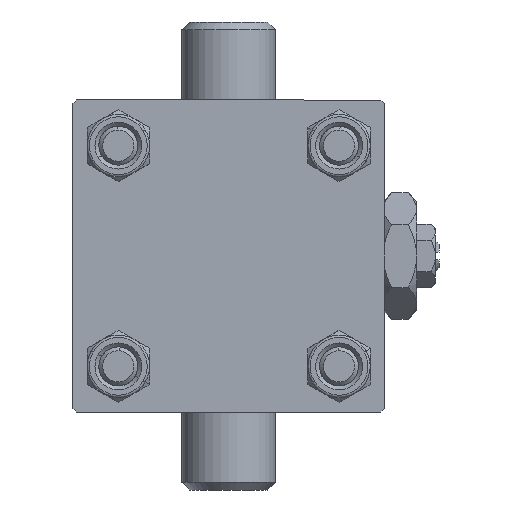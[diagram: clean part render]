
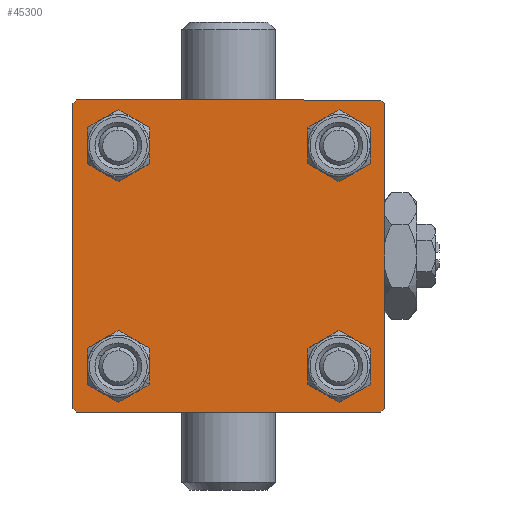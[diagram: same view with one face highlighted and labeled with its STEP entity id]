
A CAD part, left-side view. The second image highlights one B-rep face of the part: STEP entity #45300.
In plain terms, the highlighted planar face has unit normal (-1, 0, 0).
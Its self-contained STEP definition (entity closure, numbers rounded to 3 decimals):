
#936 = DIRECTION ( 'NONE',  ( 1., 0., 0. ) ) ;
#1320 = ORIENTED_EDGE ( 'NONE', *, *, #21791, .F. ) ;
#1724 = CARTESIAN_POINT ( 'NONE',  ( 0., -14.15, 17.15 ) ) ;
#1866 = DIRECTION ( 'NONE',  ( 0., 0., -1. ) ) ;
#2072 = ORIENTED_EDGE ( 'NONE', *, *, #40692, .T. ) ;
#2167 = DIRECTION ( 'NONE',  ( 1., 0., 0. ) ) ;
#2362 = EDGE_LOOP ( 'NONE', ( #41908, #10519, #38470, #2072, #7382, #3216, #1320, #8602 ) ) ;
#2676 = EDGE_CURVE ( 'NONE', #46276, #11090, #33413, .T. ) ;
#2682 = DIRECTION ( 'NONE',  ( 0., -0.707, 0.707 ) ) ;
#2687 = FACE_BOUND ( 'NONE', #30486, .T. ) ;
#3171 = CARTESIAN_POINT ( 'NONE',  ( 0., 14.15, -11.15 ) ) ;
#3216 = ORIENTED_EDGE ( 'NONE', *, *, #19408, .T. ) ;
#3996 = CARTESIAN_POINT ( 'NONE',  ( 0., -14.15, -17.15 ) ) ;
#4105 = VECTOR ( 'NONE', #17609, 1000. ) ;
#4277 = ORIENTED_EDGE ( 'NONE', *, *, #6459, .T. ) ;
#4593 = VECTOR ( 'NONE', #46662, 1000. ) ;
#5197 = VERTEX_POINT ( 'NONE', #40305 ) ;
#5211 = VERTEX_POINT ( 'NONE', #28517 ) ;
#5638 = EDGE_CURVE ( 'NONE', #25827, #17213, #8353, .T. ) ;
#5712 = VERTEX_POINT ( 'NONE', #34550 ) ;
#5862 = ORIENTED_EDGE ( 'NONE', *, *, #2676, .T. ) ;
#6389 = DIRECTION ( 'NONE',  ( 0., 0., 1. ) ) ;
#6459 = EDGE_CURVE ( 'NONE', #32836, #5712, #31937, .T. ) ;
#7048 = CARTESIAN_POINT ( 'NONE',  ( 0., -14.15, -11.15 ) ) ;
#7277 = VECTOR ( 'NONE', #46552, 1000. ) ;
#7382 = ORIENTED_EDGE ( 'NONE', *, *, #21534, .F. ) ;
#7495 = DIRECTION ( 'NONE',  ( 1., 0., 0. ) ) ;
#8353 = CIRCLE ( 'NONE', #33510, 3. ) ;
#8602 = ORIENTED_EDGE ( 'NONE', *, *, #33486, .T. ) ;
#8817 = CARTESIAN_POINT ( 'NONE',  ( 0., -14.15, -14.15 ) ) ;
#8888 = DIRECTION ( 'NONE',  ( 0., 0., 1. ) ) ;
#9253 = VERTEX_POINT ( 'NONE', #46956 ) ;
#9302 = EDGE_CURVE ( 'NONE', #5712, #32836, #10057, .T. ) ;
#9402 = EDGE_LOOP ( 'NONE', ( #24071, #13476 ) ) ;
#10057 = CIRCLE ( 'NONE', #28914, 3. ) ;
#10414 = CARTESIAN_POINT ( 'NONE',  ( 0., -14.15, 14.15 ) ) ;
#10519 = ORIENTED_EDGE ( 'NONE', *, *, #40254, .T. ) ;
#10803 = PLANE ( 'NONE',  #41170 ) ;
#10964 = DIRECTION ( 'NONE',  ( 0., 0., 1. ) ) ;
#11090 = VERTEX_POINT ( 'NONE', #22618 ) ;
#12436 = AXIS2_PLACEMENT_3D ( 'NONE', #25774, #48370, #27719 ) ;
#12439 = CARTESIAN_POINT ( 'NONE',  ( 0., 14.15, 17.15 ) ) ;
#12870 = CARTESIAN_POINT ( 'NONE',  ( 0., 20., 19.5 ) ) ;
#13476 = ORIENTED_EDGE ( 'NONE', *, *, #5638, .T. ) ;
#13510 = CARTESIAN_POINT ( 'NONE',  ( 0., -14.15, 14.15 ) ) ;
#13641 = EDGE_CURVE ( 'NONE', #11090, #46276, #47085, .T. ) ;
#13780 = DIRECTION ( 'NONE',  ( -1., 0., 0. ) ) ;
#13871 = DIRECTION ( 'NONE',  ( 0., 0., 1. ) ) ;
#13983 = ORIENTED_EDGE ( 'NONE', *, *, #17986, .T. ) ;
#14438 = CARTESIAN_POINT ( 'NONE',  ( 0., -20., -19.5 ) ) ;
#14793 = VECTOR ( 'NONE', #1866, 1000. ) ;
#14847 = DIRECTION ( 'NONE',  ( 0., -0.707, -0.707 ) ) ;
#16048 = CARTESIAN_POINT ( 'NONE',  ( 0., -19.5, 20. ) ) ;
#17197 = DIRECTION ( 'NONE',  ( 0., 0., 1. ) ) ;
#17213 = VERTEX_POINT ( 'NONE', #7048 ) ;
#17609 = DIRECTION ( 'NONE',  ( 0., 0., -1. ) ) ;
#17791 = AXIS2_PLACEMENT_3D ( 'NONE', #17991, #37405, #37167 ) ;
#17986 = EDGE_CURVE ( 'NONE', #20072, #24331, #34515, .T. ) ;
#17991 = CARTESIAN_POINT ( 'NONE',  ( 0., 14.15, 14.15 ) ) ;
#18775 = CARTESIAN_POINT ( 'NONE',  ( 0., 19.5, -20. ) ) ;
#19312 = ORIENTED_EDGE ( 'NONE', *, *, #13641, .T. ) ;
#19408 = EDGE_CURVE ( 'NONE', #31668, #35336, #34309, .T. ) ;
#20072 = VERTEX_POINT ( 'NONE', #33954 ) ;
#21534 = EDGE_CURVE ( 'NONE', #31668, #38855, #48064, .T. ) ;
#21791 = EDGE_CURVE ( 'NONE', #5211, #35336, #23937, .T. ) ;
#22618 = CARTESIAN_POINT ( 'NONE',  ( 0., 14.15, -17.15 ) ) ;
#23555 = CIRCLE ( 'NONE', #36158, 3. ) ;
#23715 = EDGE_CURVE ( 'NONE', #31171, #5197, #39064, .T. ) ;
#23937 = LINE ( 'NONE', #42867, #7277 ) ;
#24071 = ORIENTED_EDGE ( 'NONE', *, *, #42797, .T. ) ;
#24331 = VERTEX_POINT ( 'NONE', #1724 ) ;
#24510 = CARTESIAN_POINT ( 'NONE',  ( 0., 20., 20. ) ) ;
#24547 = CARTESIAN_POINT ( 'NONE',  ( 0., 20., -20. ) ) ;
#25084 = FACE_BOUND ( 'NONE', #46440, .T. ) ;
#25315 = LINE ( 'NONE', #44238, #41790 ) ;
#25774 = CARTESIAN_POINT ( 'NONE',  ( 0., 14.15, -14.15 ) ) ;
#25827 = VERTEX_POINT ( 'NONE', #3996 ) ;
#26057 = FACE_BOUND ( 'NONE', #48368, .T. ) ;
#26186 = EDGE_CURVE ( 'NONE', #44889, #9253, #28454, .T. ) ;
#26783 = VECTOR ( 'NONE', #30643, 1000. ) ;
#27596 = CARTESIAN_POINT ( 'NONE',  ( 0., 14.15, -14.15 ) ) ;
#27719 = DIRECTION ( 'NONE',  ( 0., 0., 1. ) ) ;
#28297 = DIRECTION ( 'NONE',  ( 0., 0., 1. ) ) ;
#28454 = LINE ( 'NONE', #24510, #14793 ) ;
#28517 = CARTESIAN_POINT ( 'NONE',  ( 0., 19.5, 20. ) ) ;
#28562 = CIRCLE ( 'NONE', #37945, 3. ) ;
#28914 = AXIS2_PLACEMENT_3D ( 'NONE', #39848, #44004, #28297 ) ;
#29486 = AXIS2_PLACEMENT_3D ( 'NONE', #27596, #42585, #8888 ) ;
#29503 = FACE_BOUND ( 'NONE', #9402, .T. ) ;
#30275 = EDGE_CURVE ( 'NONE', #24331, #20072, #23555, .T. ) ;
#30486 = EDGE_LOOP ( 'NONE', ( #4277, #46999 ) ) ;
#30643 = DIRECTION ( 'NONE',  ( 0., 0.707, -0.707 ) ) ;
#30646 = VECTOR ( 'NONE', #45345, 1000. ) ;
#31138 = LINE ( 'NONE', #34336, #26783 ) ;
#31171 = VERTEX_POINT ( 'NONE', #18775 ) ;
#31668 = VERTEX_POINT ( 'NONE', #44452 ) ;
#31937 = CIRCLE ( 'NONE', #17791, 3. ) ;
#32836 = VERTEX_POINT ( 'NONE', #12439 ) ;
#33413 = CIRCLE ( 'NONE', #29486, 3. ) ;
#33486 = EDGE_CURVE ( 'NONE', #5211, #44889, #31138, .T. ) ;
#33510 = AXIS2_PLACEMENT_3D ( 'NONE', #41202, #7495, #10964 ) ;
#33537 = LINE ( 'NONE', #40924, #46468 ) ;
#33954 = CARTESIAN_POINT ( 'NONE',  ( 0., -14.15, 11.15 ) ) ;
#34065 = CARTESIAN_POINT ( 'NONE',  ( 0., -19.75, 19.75 ) ) ;
#34160 = DIRECTION ( 'NONE',  ( 0., 0., 1. ) ) ;
#34309 = LINE ( 'NONE', #34065, #30646 ) ;
#34336 = CARTESIAN_POINT ( 'NONE',  ( 0., 19.75, 19.75 ) ) ;
#34515 = CIRCLE ( 'NONE', #45479, 3. ) ;
#34550 = CARTESIAN_POINT ( 'NONE',  ( 0., 14.15, 11.15 ) ) ;
#35336 = VERTEX_POINT ( 'NONE', #16048 ) ;
#36069 = CARTESIAN_POINT ( 'NONE',  ( 0., -20., 20. ) ) ;
#36158 = AXIS2_PLACEMENT_3D ( 'NONE', #10414, #43858, #13871 ) ;
#36260 = ORIENTED_EDGE ( 'NONE', *, *, #30275, .T. ) ;
#37167 = DIRECTION ( 'NONE',  ( 0., 0., 1. ) ) ;
#37361 = FACE_OUTER_BOUND ( 'NONE', #2362, .T. ) ;
#37405 = DIRECTION ( 'NONE',  ( 1., 0., 0. ) ) ;
#37945 = AXIS2_PLACEMENT_3D ( 'NONE', #8817, #936, #34160 ) ;
#38470 = ORIENTED_EDGE ( 'NONE', *, *, #23715, .T. ) ;
#38855 = VERTEX_POINT ( 'NONE', #14438 ) ;
#39064 = LINE ( 'NONE', #24547, #4593 ) ;
#39848 = CARTESIAN_POINT ( 'NONE',  ( 0., 14.15, 14.15 ) ) ;
#40254 = EDGE_CURVE ( 'NONE', #9253, #31171, #33537, .T. ) ;
#40305 = CARTESIAN_POINT ( 'NONE',  ( 0., -19.5, -20. ) ) ;
#40692 = EDGE_CURVE ( 'NONE', #5197, #38855, #25315, .T. ) ;
#40924 = CARTESIAN_POINT ( 'NONE',  ( 0., 19.75, -19.75 ) ) ;
#41170 = AXIS2_PLACEMENT_3D ( 'NONE', #47453, #13780, #6389 ) ;
#41202 = CARTESIAN_POINT ( 'NONE',  ( 0., -14.15, -14.15 ) ) ;
#41790 = VECTOR ( 'NONE', #2682, 1000. ) ;
#41908 = ORIENTED_EDGE ( 'NONE', *, *, #26186, .T. ) ;
#42585 = DIRECTION ( 'NONE',  ( 1., 0., 0. ) ) ;
#42797 = EDGE_CURVE ( 'NONE', #17213, #25827, #28562, .T. ) ;
#42867 = CARTESIAN_POINT ( 'NONE',  ( 0., 20., 20. ) ) ;
#43858 = DIRECTION ( 'NONE',  ( 1., 0., 0. ) ) ;
#44004 = DIRECTION ( 'NONE',  ( 1., 0., 0. ) ) ;
#44238 = CARTESIAN_POINT ( 'NONE',  ( 0., -19.75, -19.75 ) ) ;
#44452 = CARTESIAN_POINT ( 'NONE',  ( 0., -20., 19.5 ) ) ;
#44889 = VERTEX_POINT ( 'NONE', #12870 ) ;
#45300 = ADVANCED_FACE ( 'NONE', ( #26057, #29503, #25084, #2687, #37361 ), #10803, .T. ) ;
#45345 = DIRECTION ( 'NONE',  ( 0., 0.707, 0.707 ) ) ;
#45479 = AXIS2_PLACEMENT_3D ( 'NONE', #13510, #2167, #17197 ) ;
#46276 = VERTEX_POINT ( 'NONE', #3171 ) ;
#46440 = EDGE_LOOP ( 'NONE', ( #5862, #19312 ) ) ;
#46468 = VECTOR ( 'NONE', #14847, 1000. ) ;
#46552 = DIRECTION ( 'NONE',  ( 0., -1., 0. ) ) ;
#46662 = DIRECTION ( 'NONE',  ( 0., -1., 0. ) ) ;
#46956 = CARTESIAN_POINT ( 'NONE',  ( 0., 20., -19.5 ) ) ;
#46999 = ORIENTED_EDGE ( 'NONE', *, *, #9302, .T. ) ;
#47085 = CIRCLE ( 'NONE', #12436, 3. ) ;
#47453 = CARTESIAN_POINT ( 'NONE',  ( 0., 0., 0. ) ) ;
#48064 = LINE ( 'NONE', #36069, #4105 ) ;
#48368 = EDGE_LOOP ( 'NONE', ( #36260, #13983 ) ) ;
#48370 = DIRECTION ( 'NONE',  ( 1., 0., 0. ) ) ;
